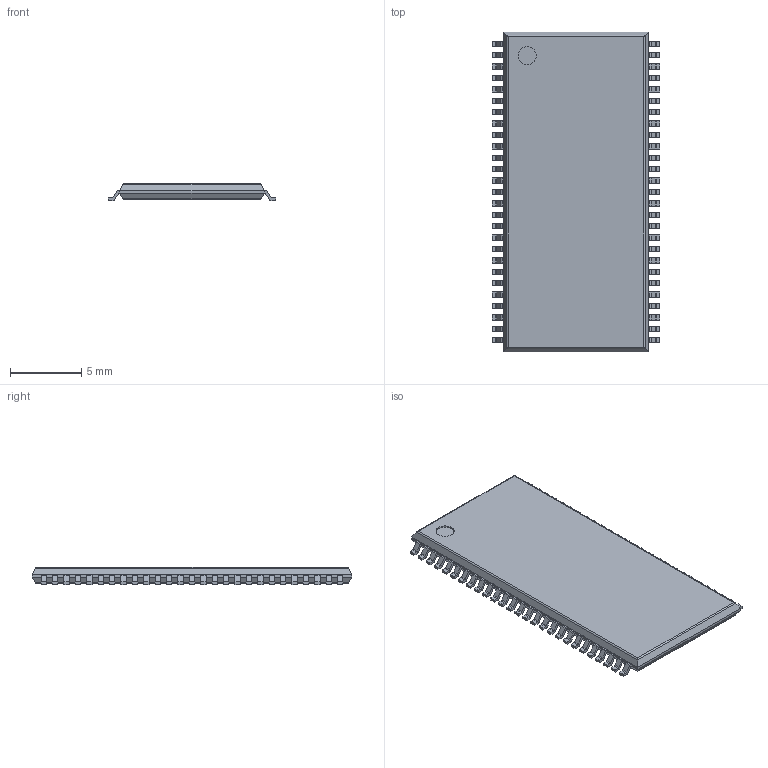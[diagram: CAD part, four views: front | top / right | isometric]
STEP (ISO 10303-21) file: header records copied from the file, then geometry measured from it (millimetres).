
FILE_DESCRIPTION(('FreeCAD Model'),'2;1');
FILE_NAME('239788.1.1.stp','2018-01-11T15:34:46',( 'Author'),(''),'Open CASCADE STEP processor 6.8','FreeCAD','Unknown' );
FILE_SCHEMA(('AUTOMOTIVE_DESIGN_CC2 { 1 2 10303 214 -1 1 5 4 }'));
Length unit declared in the file: millimetre
Products named in the file (3): ASSEMBLY; Body; PinsArrayLR
Assembly tree (2 placements, depth 2):
  ASSEMBLY
    Body
    PinsArrayLR
Bounding box: 11.76 x 22.42 x 1.2 mm (x, y, z)
Volume: 252.4 mm3; surface area: 574.6 mm2
Topology: 55 solids, 55 shells, 726 faces, 1829 edges, 1214 vertices
Faces by surface type: plane 555, cylinder 171
Full cylindrical faces by diameter (mm): 1.27 x1
Entity records: 46285 total; most frequent: CARTESIAN_POINT 8640, DIRECTION 6991, LINE 4701, VECTOR 4701, ORIENTED_EDGE 3658, PCURVE 3658, DEFINITIONAL_REPRESENTATION 3658, EDGE_CURVE 1829
